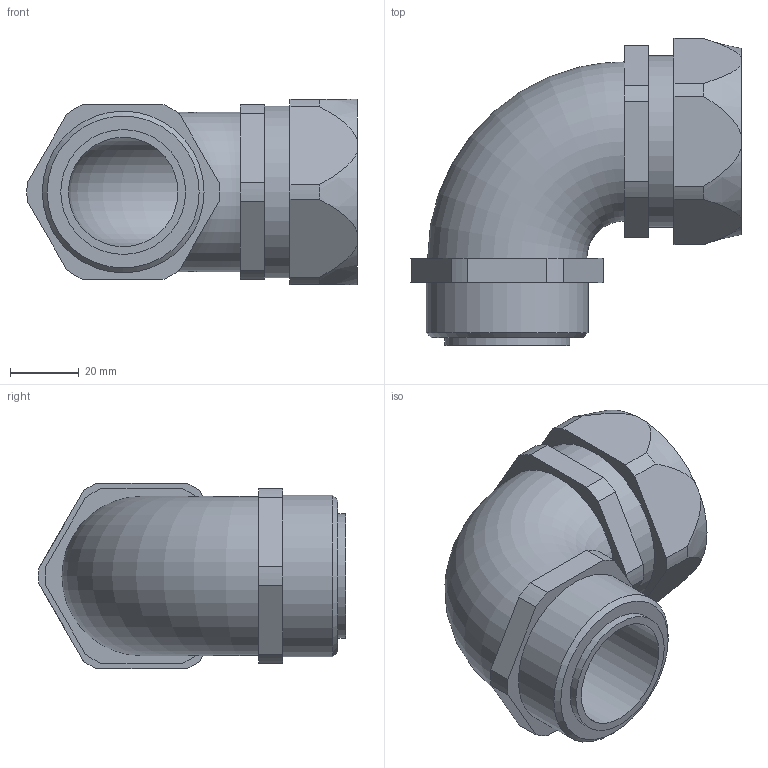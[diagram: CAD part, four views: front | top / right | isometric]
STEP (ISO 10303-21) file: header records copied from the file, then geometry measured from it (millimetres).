
FILE_DESCRIPTION( ( 'STEP AP203' ), '1' );
FILE_NAME( 'FLEXA EW 90-P 0612.000.036.stp', '2020-03-11T12:26:40', ( '' ), ( '' ), ' ', 'PARTsolutions', ' ' );
FILE_SCHEMA( ( 'CONFIG_CONTROL_DESIGN' ) );
Length unit declared in the file: millimetre
Products named in the file (1): _FLEXA EW 90-P 0612.000.036
Bounding box: 95.99 x 89.29 x 54 mm (x, y, z)
Volume: 123949.9 mm3; surface area: 33726.9 mm2
Topology: 1 solids, 1 shells, 62 faces, 156 edges, 104 vertices
Faces by surface type: plane 28, cylinder 25, cone 7, torus 2
Full cylindrical faces by diameter (mm): 31.8 x2, 33.8 x1, 36.3 x1, 42 x1, 47 x1, 50 x1
Entity records: 2034 total; most frequent: CARTESIAN_POINT 515, DIRECTION 316, ORIENTED_EDGE 286, EDGE_CURVE 143, AXIS2_PLACEMENT_3D 122, VERTEX_POINT 101, EDGE_LOOP 82, LINE 72
